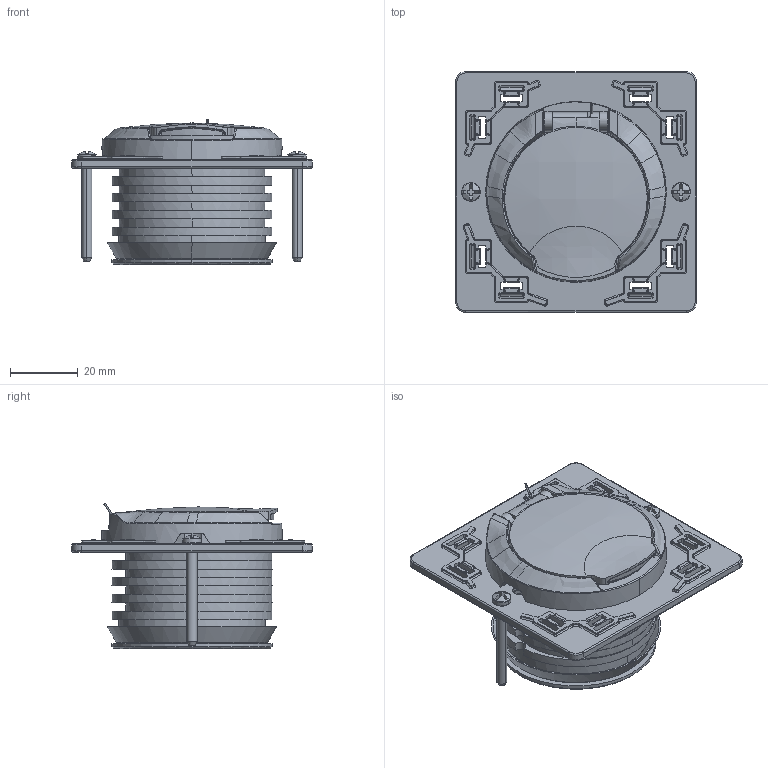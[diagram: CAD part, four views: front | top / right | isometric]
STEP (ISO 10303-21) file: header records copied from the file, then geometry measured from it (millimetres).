
FILE_DESCRIPTION(('CATIA V5 STEP Exchange','CAx-IF Rec.Pracs.--- Model Styling and Organization---1.5--- 2016-08-15','CAx-IF Rec.Pracs.---Supplemental Geometry---1.0---2011-11-01','CAx-IF Rec.Pracs.--- Composite Materials ---1.1---2010-07-15'),'2;1');
FILE_NAME('CB0260_AllCATPart.stp','2024-02-14T13:30:35+00:00',('none'),('none'),'CATIA Version 5-6 Release 2020 SP3','CATIA V5 STEP AP214 v2','none');
FILE_SCHEMA(('AUTOMOTIVE_DESIGN { 1 0 10303 214 1 1 1 1 }'));
Length unit declared in the file: millimetre
Products named in the file (1): CB0260_AllCATPart
Bounding box: 71 x 71 x 42.87 mm (x, y, z)
Volume: 31444.8 mm3; surface area: 34822.4 mm2
Topology: 1 solids, 5 shells, 2453 faces, 7282 edges, 4826 vertices
Faces by surface type: plane 1194, cylinder 629, bspline 475, cone 120, torus 27, sphere 6, extrusion 2
Entity records: 114152 total; most frequent: CARTESIAN_POINT 56630, ORIENTED_EDGE 14472, DIRECTION 8141, EDGE_CURVE 7239, VERTEX_POINT 4825, VECTOR 3743, LINE 3741, B_SPLINE_CURVE_WITH_KNOTS 2597
